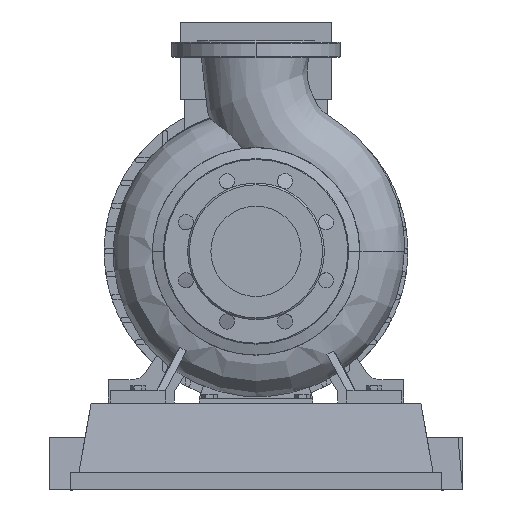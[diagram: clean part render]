
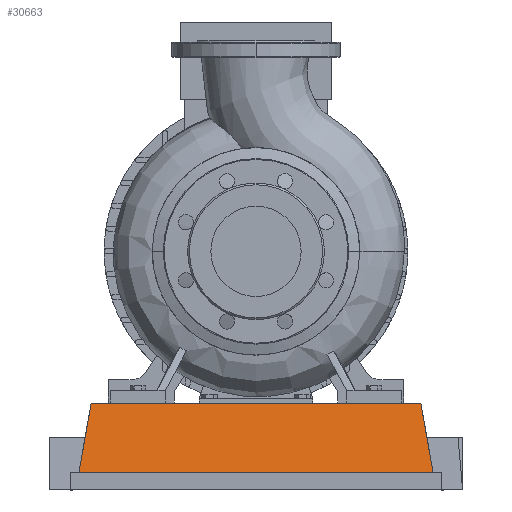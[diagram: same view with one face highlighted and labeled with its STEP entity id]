
A CAD part, left-side view. The second image highlights one B-rep face of the part: STEP entity #30663.
In plain terms, the highlighted planar face has unit normal (-0.985, 0, 0.174).
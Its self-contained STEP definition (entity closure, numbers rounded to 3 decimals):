
#28548=CARTESIAN_POINT('',(-77.5,-210.,20.6));
#28549=VERTEX_POINT('',#28548);
#28556=CARTESIAN_POINT('',(-77.5,210.0,20.6));
#28557=VERTEX_POINT('',#28556);
#28558=CARTESIAN_POINT('',(-77.5,-210.,20.6));
#28559=DIRECTION('',(0.0,1.0,0.0));
#28560=VECTOR('',#28559,420.0);
#28561=LINE('',#28558,#28560);
#28562=EDGE_CURVE('',#28549,#28557,#28561,.T.);
#30397=CARTESIAN_POINT('',(-62.971,-195.471,103.0));
#30398=VERTEX_POINT('',#30397);
#30405=CARTESIAN_POINT('',(-77.5,-210.,20.6));
#30406=DIRECTION('',(0.171,0.171,0.97));
#30407=VECTOR('',#30406,84.923);
#30408=LINE('',#30405,#30407);
#30409=EDGE_CURVE('',#28549,#30398,#30408,.T.);
#30640=CARTESIAN_POINT('',(-77.5,-210.,20.6));
#30641=DIRECTION('',(-0.985,0.,0.174));
#30642=DIRECTION('',(0.0,-1.0,0.0));
#30643=AXIS2_PLACEMENT_3D('',#30640,#30641,#30642);
#30644=PLANE('',#30643);
#30645=CARTESIAN_POINT('',(-62.971,195.471,103.0));
#30646=VERTEX_POINT('',#30645);
#30647=CARTESIAN_POINT('',(-62.971,-195.471,103.0));
#30648=DIRECTION('',(0.0,1.0,0.0));
#30649=VECTOR('',#30648,390.941);
#30650=LINE('',#30647,#30649);
#30651=EDGE_CURVE('',#30398,#30646,#30650,.T.);
#30652=ORIENTED_EDGE('',*,*,#30651,.T.);
#30653=CARTESIAN_POINT('',(-77.5,210.0,20.6));
#30654=DIRECTION('',(0.171,-0.171,0.97));
#30655=VECTOR('',#30654,84.923);
#30656=LINE('',#30653,#30655);
#30657=EDGE_CURVE('',#28557,#30646,#30656,.T.);
#30658=ORIENTED_EDGE('',*,*,#30657,.F.);
#30659=ORIENTED_EDGE('',*,*,#28562,.F.);
#30660=ORIENTED_EDGE('',*,*,#30409,.T.);
#30661=EDGE_LOOP('',(#30652,#30658,#30659,#30660));
#30662=FACE_OUTER_BOUND('',#30661,.T.);
#30663=ADVANCED_FACE('',(#30662),#30644,.T.);
